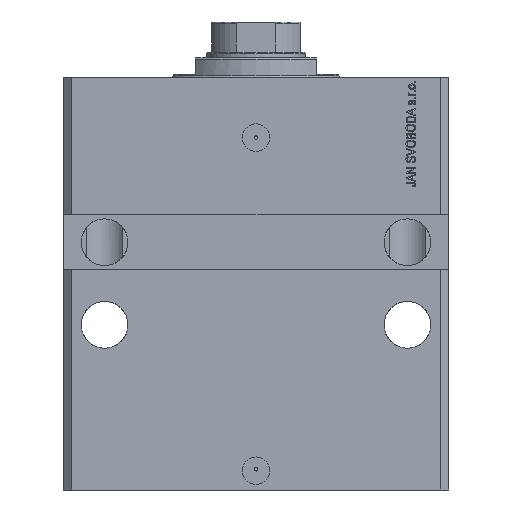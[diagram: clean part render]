
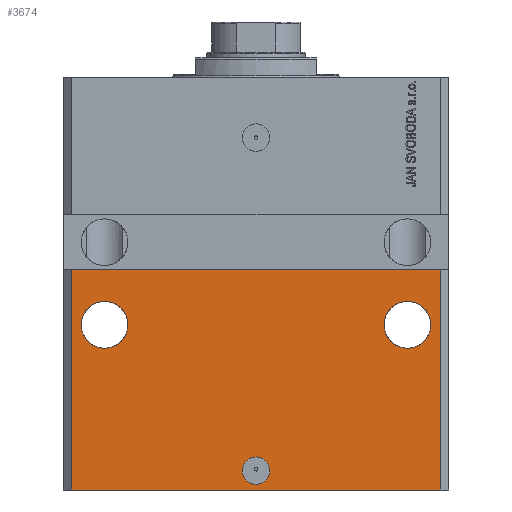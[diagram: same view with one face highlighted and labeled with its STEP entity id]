
A CAD part, front view. The second image highlights one B-rep face of the part: STEP entity #3674.
In plain terms, the highlighted planar face has unit normal (0, -1, 0).
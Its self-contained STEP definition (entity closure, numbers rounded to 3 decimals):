
#908 = VECTOR ( 'NONE', #25510, 1000. ) ;
#1123 = LINE ( 'NONE', #25019, #29601 ) ;
#2371 = CARTESIAN_POINT ( 'NONE',  ( -63.5, -55., -90. ) ) ;
#2748 = DIRECTION ( 'NONE',  ( 1., 0., 0. ) ) ;
#3095 = CARTESIAN_POINT ( 'NONE',  ( 67., -55., -150. ) ) ;
#3167 = DIRECTION ( 'NONE',  ( 0., -1., 0. ) ) ;
#3212 = CIRCLE ( 'NONE', #25702, 5. ) ;
#3674 = ADVANCED_FACE ( 'NONE', ( #10223, #45010, #44761, #10986 ), #22550, .T. ) ;
#5167 = CIRCLE ( 'NONE', #23637, 8.5 ) ;
#5971 = AXIS2_PLACEMENT_3D ( 'NONE', #10069, #32992, #2748 ) ;
#6950 = VERTEX_POINT ( 'NONE', #36354 ) ;
#7140 = CARTESIAN_POINT ( 'NONE',  ( 67., -55., -150. ) ) ;
#8078 = DIRECTION ( 'NONE',  ( 0., -1., 0. ) ) ;
#9333 = DIRECTION ( 'NONE',  ( 1., 0., 0. ) ) ;
#10069 = CARTESIAN_POINT ( 'NONE',  ( 0., -55., -143. ) ) ;
#10223 = FACE_BOUND ( 'NONE', #25033, .T. ) ;
#10364 = CIRCLE ( 'NONE', #31263, 8.5 ) ;
#10869 = CARTESIAN_POINT ( 'NONE',  ( -55., -55., -90. ) ) ;
#10986 = FACE_OUTER_BOUND ( 'NONE', #22371, .T. ) ;
#11618 = VERTEX_POINT ( 'NONE', #39104 ) ;
#11636 = CARTESIAN_POINT ( 'NONE',  ( -46.5, -55., -90. ) ) ;
#11845 = AXIS2_PLACEMENT_3D ( 'NONE', #48585, #17075, #40267 ) ;
#12736 = CARTESIAN_POINT ( 'NONE',  ( -67., -55., -150. ) ) ;
#13583 = DIRECTION ( 'NONE',  ( 1., 0., 0. ) ) ;
#13678 = ORIENTED_EDGE ( 'NONE', *, *, #33312, .F. ) ;
#13731 = CARTESIAN_POINT ( 'NONE',  ( -67., -55., -150. ) ) ;
#14743 = AXIS2_PLACEMENT_3D ( 'NONE', #13731, #3167, #29099 ) ;
#15377 = DIRECTION ( 'NONE',  ( -1., 0., 0. ) ) ;
#15643 = CARTESIAN_POINT ( 'NONE',  ( -55., -55., -90. ) ) ;
#16054 = CARTESIAN_POINT ( 'NONE',  ( 46.5, -55., -90. ) ) ;
#16074 = VERTEX_POINT ( 'NONE', #41276 ) ;
#16737 = ORIENTED_EDGE ( 'NONE', *, *, #45163, .F. ) ;
#17075 = DIRECTION ( 'NONE',  ( 0., -1., 0. ) ) ;
#17120 = DIRECTION ( 'NONE',  ( 0., -1., 0. ) ) ;
#17474 = EDGE_LOOP ( 'NONE', ( #43358, #16737 ) ) ;
#17880 = EDGE_CURVE ( 'NONE', #27973, #6950, #18869, .T. ) ;
#18625 = ORIENTED_EDGE ( 'NONE', *, *, #26459, .T. ) ;
#18869 = CIRCLE ( 'NONE', #5971, 5. ) ;
#19962 = DIRECTION ( 'NONE',  ( 0., 0., 1. ) ) ;
#20660 = CARTESIAN_POINT ( 'NONE',  ( -70., -55., -70. ) ) ;
#21475 = LINE ( 'NONE', #3095, #908 ) ;
#22371 = EDGE_LOOP ( 'NONE', ( #41182, #32538, #18625, #40402 ) ) ;
#22550 = PLANE ( 'NONE',  #14743 ) ;
#22582 = AXIS2_PLACEMENT_3D ( 'NONE', #10869, #8078, #15377 ) ;
#23637 = AXIS2_PLACEMENT_3D ( 'NONE', #47213, #23748, #32060 ) ;
#23748 = DIRECTION ( 'NONE',  ( 0., -1., 0. ) ) ;
#24795 = EDGE_CURVE ( 'NONE', #16074, #48296, #26306, .T. ) ;
#25019 = CARTESIAN_POINT ( 'NONE',  ( -67., -55., -150. ) ) ;
#25033 = EDGE_LOOP ( 'NONE', ( #13678, #39011 ) ) ;
#25510 = DIRECTION ( 'NONE',  ( 0., 0., 1. ) ) ;
#25702 = AXIS2_PLACEMENT_3D ( 'NONE', #48139, #17120, #9333 ) ;
#26306 = CIRCLE ( 'NONE', #11845, 8.5 ) ;
#26459 = EDGE_CURVE ( 'NONE', #38713, #48885, #1123, .T. ) ;
#26466 = CARTESIAN_POINT ( 'NONE',  ( -67., -55., -70. ) ) ;
#27222 = DIRECTION ( 'NONE',  ( -1., 0., 0. ) ) ;
#27973 = VERTEX_POINT ( 'NONE', #34544 ) ;
#28225 = CIRCLE ( 'NONE', #22582, 8.5 ) ;
#29099 = DIRECTION ( 'NONE',  ( 1., 0., 0. ) ) ;
#29601 = VECTOR ( 'NONE', #40410, 1000. ) ;
#31259 = DIRECTION ( 'NONE',  ( 0., -1., 0. ) ) ;
#31263 = AXIS2_PLACEMENT_3D ( 'NONE', #15643, #31259, #27222 ) ;
#31264 = EDGE_LOOP ( 'NONE', ( #38340, #48136 ) ) ;
#31337 = VECTOR ( 'NONE', #13583, 1000. ) ;
#32060 = DIRECTION ( 'NONE',  ( 1., 0., 0. ) ) ;
#32162 = EDGE_CURVE ( 'NONE', #36079, #38784, #10364, .T. ) ;
#32538 = ORIENTED_EDGE ( 'NONE', *, *, #49022, .F. ) ;
#32992 = DIRECTION ( 'NONE',  ( 0., -1., 0. ) ) ;
#33309 = EDGE_CURVE ( 'NONE', #49264, #11618, #36534, .T. ) ;
#33312 = EDGE_CURVE ( 'NONE', #6950, #27973, #3212, .T. ) ;
#34544 = CARTESIAN_POINT ( 'NONE',  ( -5., -55., -143. ) ) ;
#36079 = VERTEX_POINT ( 'NONE', #11636 ) ;
#36354 = CARTESIAN_POINT ( 'NONE',  ( 5., -55., -143. ) ) ;
#36534 = LINE ( 'NONE', #20660, #31337 ) ;
#36895 = EDGE_CURVE ( 'NONE', #48885, #11618, #21475, .T. ) ;
#37181 = EDGE_CURVE ( 'NONE', #38784, #36079, #28225, .T. ) ;
#38340 = ORIENTED_EDGE ( 'NONE', *, *, #32162, .F. ) ;
#38713 = VERTEX_POINT ( 'NONE', #12736 ) ;
#38784 = VERTEX_POINT ( 'NONE', #2371 ) ;
#39011 = ORIENTED_EDGE ( 'NONE', *, *, #17880, .F. ) ;
#39104 = CARTESIAN_POINT ( 'NONE',  ( 67., -55., -70. ) ) ;
#40267 = DIRECTION ( 'NONE',  ( 1., 0., 0. ) ) ;
#40402 = ORIENTED_EDGE ( 'NONE', *, *, #36895, .T. ) ;
#40410 = DIRECTION ( 'NONE',  ( 1., 0., 0. ) ) ;
#41182 = ORIENTED_EDGE ( 'NONE', *, *, #33309, .F. ) ;
#41276 = CARTESIAN_POINT ( 'NONE',  ( 63.5, -55., -90. ) ) ;
#42418 = CARTESIAN_POINT ( 'NONE',  ( -67., -55., -150. ) ) ;
#42902 = LINE ( 'NONE', #42418, #49579 ) ;
#43358 = ORIENTED_EDGE ( 'NONE', *, *, #24795, .F. ) ;
#44761 = FACE_BOUND ( 'NONE', #31264, .T. ) ;
#45010 = FACE_BOUND ( 'NONE', #17474, .T. ) ;
#45163 = EDGE_CURVE ( 'NONE', #48296, #16074, #5167, .T. ) ;
#47213 = CARTESIAN_POINT ( 'NONE',  ( 55., -55., -90. ) ) ;
#48136 = ORIENTED_EDGE ( 'NONE', *, *, #37181, .F. ) ;
#48139 = CARTESIAN_POINT ( 'NONE',  ( 0., -55., -143. ) ) ;
#48296 = VERTEX_POINT ( 'NONE', #16054 ) ;
#48585 = CARTESIAN_POINT ( 'NONE',  ( 55., -55., -90. ) ) ;
#48885 = VERTEX_POINT ( 'NONE', #7140 ) ;
#49022 = EDGE_CURVE ( 'NONE', #38713, #49264, #42902, .T. ) ;
#49264 = VERTEX_POINT ( 'NONE', #26466 ) ;
#49579 = VECTOR ( 'NONE', #19962, 1000. ) ;
